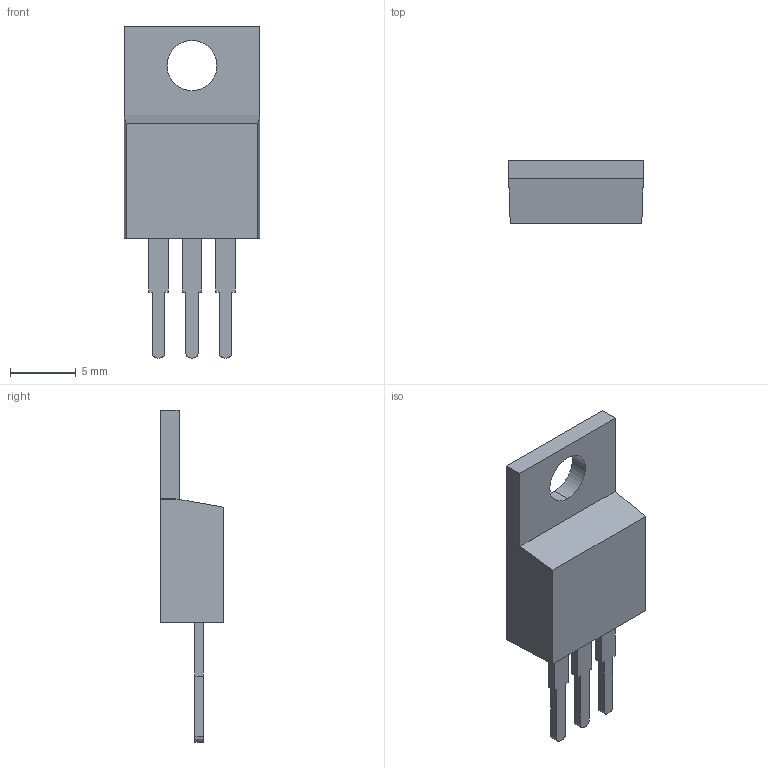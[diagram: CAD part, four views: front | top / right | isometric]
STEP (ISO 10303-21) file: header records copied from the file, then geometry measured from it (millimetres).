
FILE_DESCRIPTION (( 'STEP AP214' ), '1' );
FILE_NAME ('TO-220FB_3PIN-L10.5-W5.0-H20.0-P2.54.step', '2022-08-01T12:48:48', ( '' ), ( '' ), 'SwSTEP 2.0', 'SolidWorks 2020', '' );
FILE_SCHEMA (( 'AUTOMOTIVE_DESIGN' ));
Length unit declared in the file: millimetre
Products named in the file (1): TO-220FB_3PIN-L10.5-W5.0-H20.0-P2.54
Bounding box: 10.3 x 4.78 x 25.16 mm (x, y, z)
Volume: 540.6 mm3; surface area: 793.1 mm2
Topology: 2 solids, 2 shells, 281 faces, 765 edges, 510 vertices
Faces by surface type: plane 175, bspline 98, cylinder 8
Entity records: 11840 total; most frequent: CARTESIAN_POINT 2863, ORIENTED_EDGE 1530, DIRECTION 949, EDGE_CURVE 765, VECTOR 549, LINE 549, VERTEX_POINT 510, EDGE_LOOP 305
